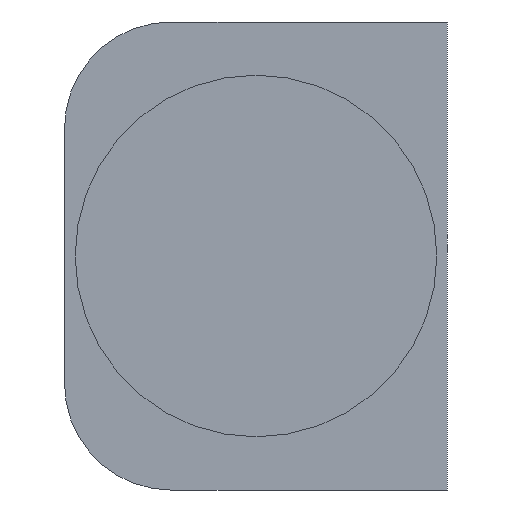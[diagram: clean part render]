
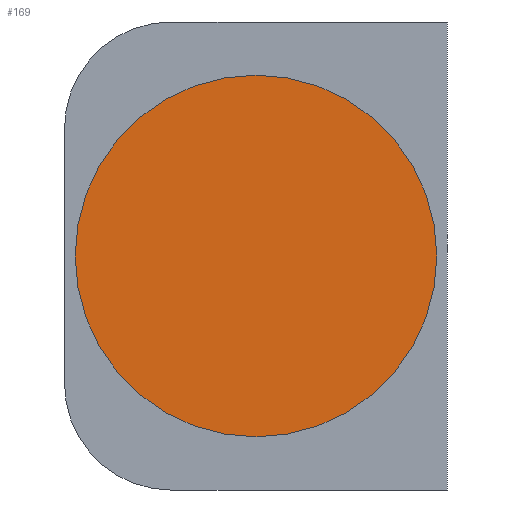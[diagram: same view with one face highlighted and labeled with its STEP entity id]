
A CAD part, left-side view. The second image highlights one B-rep face of the part: STEP entity #169.
In plain terms, the highlighted planar face has unit normal (-1, 0, 0).
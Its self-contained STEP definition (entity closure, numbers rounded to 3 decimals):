
#22=PLANE('',#199);
#32=FACE_OUTER_BOUND('',#43,.T.);
#43=EDGE_LOOP('',(#156));
#79=CIRCLE('',#195,1.7);
#92=VERTEX_POINT('',#284);
#110=EDGE_CURVE('',#92,#92,#79,.T.);
#156=ORIENTED_EDGE('',*,*,#110,.T.);
#169=ADVANCED_FACE('',(#32),#22,.F.);
#195=AXIS2_PLACEMENT_3D('',#285,#235,#236);
#199=AXIS2_PLACEMENT_3D('',#294,#247,#248);
#235=DIRECTION('center_axis',(-1.,0.,0.));
#236=DIRECTION('ref_axis',(0.,0.,1.));
#247=DIRECTION('center_axis',(1.,0.,0.));
#248=DIRECTION('ref_axis',(0.,-1.,0.));
#284=CARTESIAN_POINT('',(-11.,1.8,-3.9));
#285=CARTESIAN_POINT('Origin',(-11.,1.8,-2.2));
#294=CARTESIAN_POINT('Origin',(-11.,1.8,-2.2));
